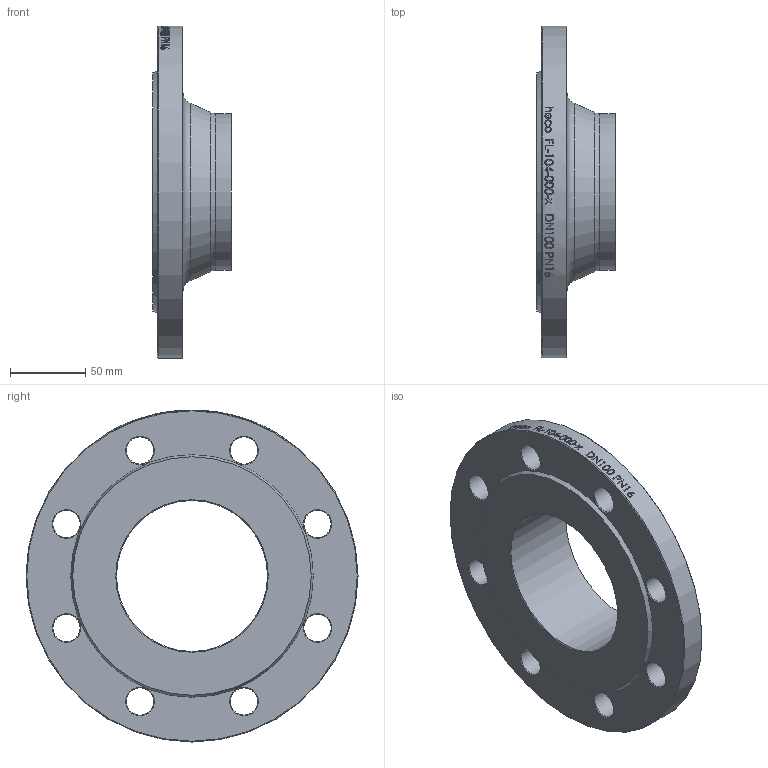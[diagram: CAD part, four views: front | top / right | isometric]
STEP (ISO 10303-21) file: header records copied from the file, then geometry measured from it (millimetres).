
FILE_DESCRIPTION (( 'STEP AP214' ), '1' );
FILE_NAME ('FL-104-000-x Vorschweissflansch DN100 PN16 metric DIN2633 2009.STEP', '2020-09-15T07:49:09', ( '' ), ( '' ), 'SwSTEP 2.0', 'SolidWorks 2019', '' );
FILE_SCHEMA (( 'AUTOMOTIVE_DESIGN' ));
Length unit declared in the file: millimetre
Products named in the file (1): FL-104-000-x Vorschweissflansch DN100 PN16 metric DIN2633 2009
Bounding box: 52 x 220 x 220 mm (x, y, z)
Volume: 566747.9 mm3; surface area: 100283.6 mm2
Topology: 1 solids, 1 shells, 75 faces, 325 edges, 290 vertices
Faces by surface type: cylinder 48, cone 21, plane 4, torus 2
Full cylindrical faces by diameter (mm): 18 x8, 100 x1, 104 x1, 220 x1
Entity records: 8147 total; most frequent: CARTESIAN_POINT 5348, ORIENTED_EDGE 556, DIRECTION 395, VERTEX_POINT 278, EDGE_CURVE 278, AXIS2_PLACEMENT_3D 176, EDGE_LOOP 166, B_SPLINE_CURVE_WITH_KNOTS 135
